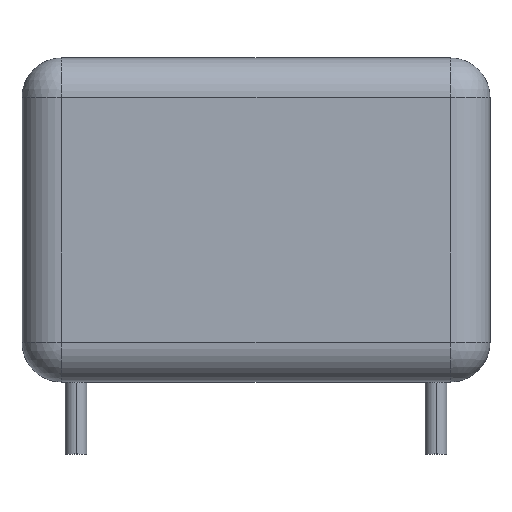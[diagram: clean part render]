
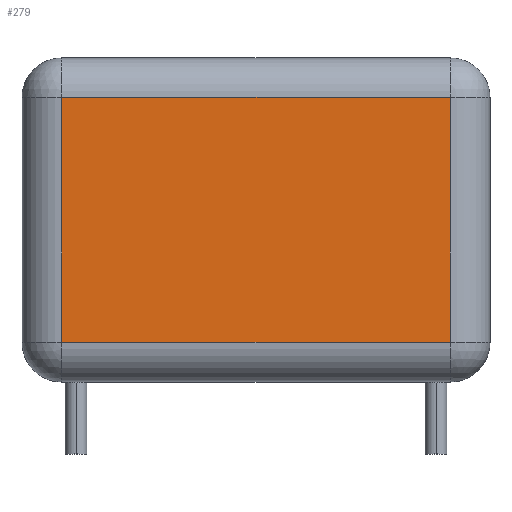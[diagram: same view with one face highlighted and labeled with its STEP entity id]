
A CAD part, top view. The second image highlights one B-rep face of the part: STEP entity #279.
In plain terms, the highlighted planar face has unit normal (0, 0, 1).
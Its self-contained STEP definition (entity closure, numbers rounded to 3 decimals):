
#240 = CARTESIAN_POINT ( 'NONE',  ( -5.4, 1.1, 2. ) ) ;
#241 = VERTEX_POINT ( 'NONE', #240 ) ;
#242 = CARTESIAN_POINT ( 'NONE',  ( 5.4, 1.1, 2. ) ) ;
#243 = VERTEX_POINT ( 'NONE', #242 ) ;
#244 = CARTESIAN_POINT ( 'NONE',  ( 6.5, 1.1, 2. ) ) ;
#245 = DIRECTION ( 'NONE',  ( 1., 0., 0. ) ) ;
#246 = VECTOR ( 'NONE', #245, 1000. ) ;
#247 = LINE ( 'NONE', #244, #246 ) ;
#248 = EDGE_CURVE ( 'NONE', #241, #243, #247, .T. ) ;
#249 = ORIENTED_EDGE ( 'NONE', *, *, #248, .T. ) ;
#250 = CARTESIAN_POINT ( 'NONE',  ( 5.4, 7.9, 2. ) ) ;
#251 = VERTEX_POINT ( 'NONE', #250 ) ;
#252 = CARTESIAN_POINT ( 'NONE',  ( 5.4, 7.9, 2. ) ) ;
#253 = DIRECTION ( 'NONE',  ( 0., 1., 0. ) ) ;
#254 = VECTOR ( 'NONE', #253, 1000. ) ;
#255 = LINE ( 'NONE', #252, #254 ) ;
#256 = EDGE_CURVE ( 'NONE', #243, #251, #255, .T. ) ;
#257 = ORIENTED_EDGE ( 'NONE', *, *, #256, .T. ) ;
#258 = CARTESIAN_POINT ( 'NONE',  ( -5.4, 7.9, 2. ) ) ;
#259 = VERTEX_POINT ( 'NONE', #258 ) ;
#260 = CARTESIAN_POINT ( 'NONE',  ( 6.5, 7.9, 2. ) ) ;
#261 = DIRECTION ( 'NONE',  ( -1., 0., 0. ) ) ;
#262 = VECTOR ( 'NONE', #261, 1000. ) ;
#263 = LINE ( 'NONE', #260, #262 ) ;
#264 = EDGE_CURVE ( 'NONE', #251, #259, #263, .T. ) ;
#265 = ORIENTED_EDGE ( 'NONE', *, *, #264, .T. ) ;
#266 = CARTESIAN_POINT ( 'NONE',  ( -5.4, 0., 2. ) ) ;
#267 = DIRECTION ( 'NONE',  ( 0., -1., 0. ) ) ;
#268 = VECTOR ( 'NONE', #267, 1000. ) ;
#269 = LINE ( 'NONE', #266, #268 ) ;
#270 = EDGE_CURVE ( 'NONE', #259, #241, #269, .T. ) ;
#271 = ORIENTED_EDGE ( 'NONE', *, *, #270, .T. ) ;
#272 = EDGE_LOOP ( 'NONE', ( #249, #257, #265, #271 ) ) ;
#273 = FACE_OUTER_BOUND ( 'NONE', #272, .T. ) ;
#274 = CARTESIAN_POINT ( 'NONE',  ( 6.5, 0., 2. ) ) ;
#275 = DIRECTION ( 'NONE',  ( 0., 0., -1. ) ) ;
#276 = DIRECTION ( 'NONE',  ( -1., 0., 0. ) ) ;
#277 = AXIS2_PLACEMENT_3D ( 'NONE', #274, #275, #276 ) ;
#278 = PLANE ( 'NONE', #277 ) ;
#279 = ADVANCED_FACE ( 'NONE', ( #273 ), #278, .F. ) ;
